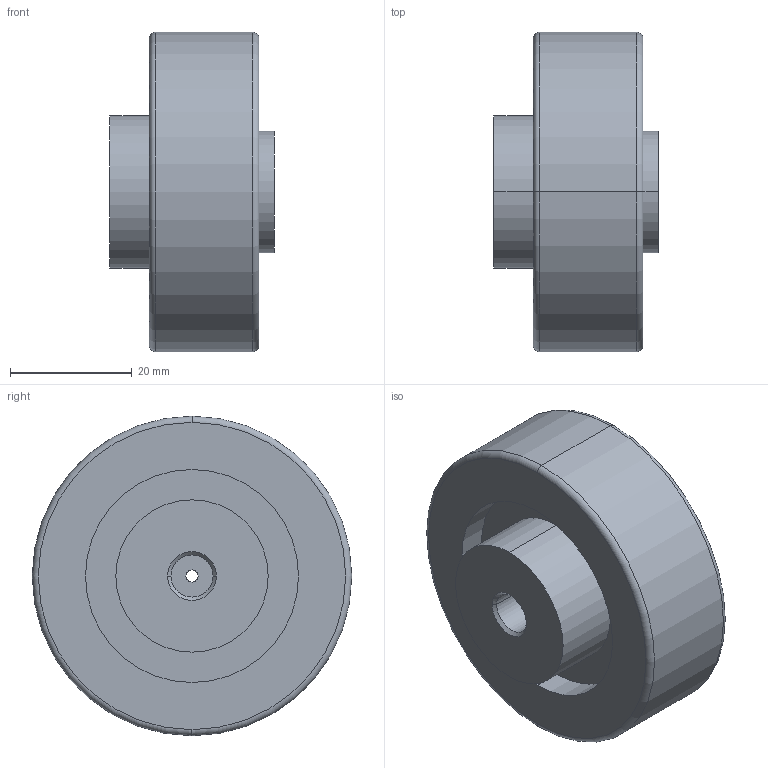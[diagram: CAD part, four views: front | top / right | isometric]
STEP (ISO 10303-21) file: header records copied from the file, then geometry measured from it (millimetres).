
FILE_DESCRIPTION(('STEP AP214'),'1');
FILE_NAME('V_5250.stp','2016-05-11T09:58:28',('TraceParts'),('TraceParts S.A.'),'Spatial InterOp 3D',' ',' ');
FILE_SCHEMA(('automotive_design'));
Length unit declared in the file: millimetre
Products named in the file (1): 1
Bounding box: 27 x 52.5 x 52.5 mm (x, y, z)
Volume: 36732.1 mm3; surface area: 10065.4 mm2
Topology: 1 solids, 1 shells, 30 faces, 64 edges, 42 vertices
Faces by surface type: cylinder 16, plane 8, torus 4, cone 2
Entity records: 857 total; most frequent: DIRECTION 172, CARTESIAN_POINT 137, ORIENTED_EDGE 128, AXIS2_PLACEMENT_3D 77, EDGE_CURVE 64, CIRCLE 46, VERTEX_POINT 42, EDGE_LOOP 38
